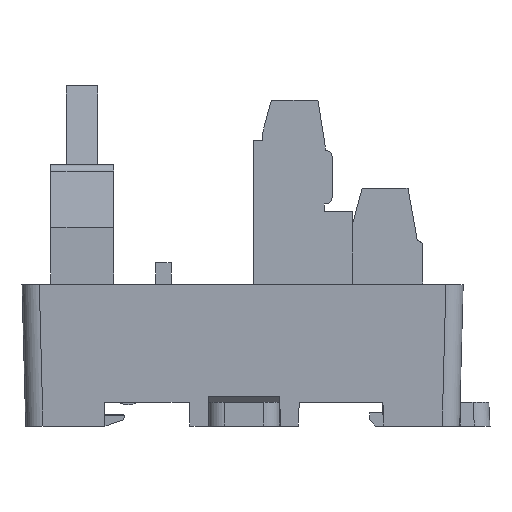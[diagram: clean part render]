
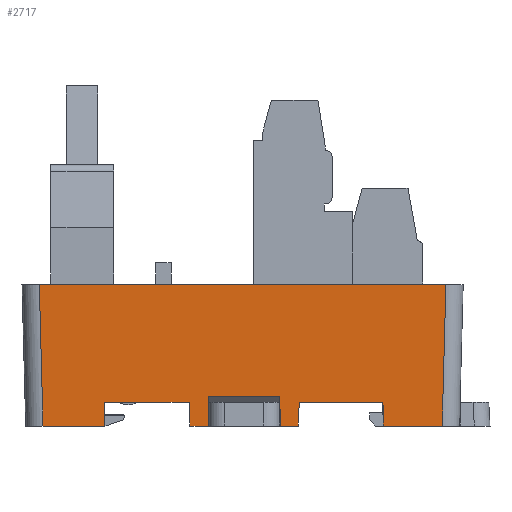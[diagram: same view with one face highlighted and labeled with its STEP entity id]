
A CAD part, left-side view. The second image highlights one B-rep face of the part: STEP entity #2717.
In plain terms, the highlighted planar face has unit normal (-1, 0, -0.026).
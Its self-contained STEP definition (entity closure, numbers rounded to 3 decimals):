
#1642=FACE_OUTER_BOUND('',#5258,.T.);
#2717=ADVANCED_FACE('',(#1642),#3850,.T.);
#3850=PLANE('',#22528);
#5258=EDGE_LOOP('',(#7280,#7281,#7282,#7283,#7284,#7285,#7286,#7287,#7288,
#7289,#7290,#7291,#7292,#7293,#7294,#7295));
#7280=ORIENTED_EDGE('',*,*,#15013,.T.);
#7281=ORIENTED_EDGE('',*,*,#15070,.T.);
#7282=ORIENTED_EDGE('',*,*,#15040,.T.);
#7283=ORIENTED_EDGE('',*,*,#15063,.F.);
#7284=ORIENTED_EDGE('',*,*,#14826,.T.);
#7285=ORIENTED_EDGE('',*,*,#15071,.F.);
#7286=ORIENTED_EDGE('',*,*,#15072,.F.);
#7287=ORIENTED_EDGE('',*,*,#15073,.T.);
#7288=ORIENTED_EDGE('',*,*,#15074,.F.);
#7289=ORIENTED_EDGE('',*,*,#15075,.T.);
#7290=ORIENTED_EDGE('',*,*,#15076,.F.);
#7291=ORIENTED_EDGE('',*,*,#15077,.T.);
#7292=ORIENTED_EDGE('',*,*,#14812,.T.);
#7293=ORIENTED_EDGE('',*,*,#15003,.T.);
#7294=ORIENTED_EDGE('',*,*,#14995,.T.);
#7295=ORIENTED_EDGE('',*,*,#15078,.T.);
#12835=VERTEX_POINT('',#29760);
#12836=VERTEX_POINT('',#29762);
#12849=VERTEX_POINT('',#29788);
#12850=VERTEX_POINT('',#29790);
#12981=VERTEX_POINT('',#30125);
#12982=VERTEX_POINT('',#30127);
#12992=VERTEX_POINT('',#30161);
#12993=VERTEX_POINT('',#30163);
#13011=VERTEX_POINT('',#30210);
#13012=VERTEX_POINT('',#30212);
#13024=VERTEX_POINT('',#30272);
#13025=VERTEX_POINT('',#30274);
#13026=VERTEX_POINT('',#30276);
#13027=VERTEX_POINT('',#30278);
#13028=VERTEX_POINT('',#30280);
#13029=VERTEX_POINT('',#30282);
#14812=EDGE_CURVE('',#12836,#12835,#17727,.T.);
#14826=EDGE_CURVE('',#12850,#12849,#17739,.T.);
#14995=EDGE_CURVE('',#12982,#12981,#17901,.T.);
#15003=EDGE_CURVE('',#12835,#12982,#17909,.T.);
#15013=EDGE_CURVE('',#12993,#12992,#17917,.T.);
#15040=EDGE_CURVE('',#13012,#13011,#17940,.T.);
#15063=EDGE_CURVE('',#12850,#13011,#17960,.T.);
#15070=EDGE_CURVE('',#12992,#13012,#17967,.T.);
#15071=EDGE_CURVE('',#13024,#12849,#17968,.T.);
#15072=EDGE_CURVE('',#13025,#13024,#17969,.T.);
#15073=EDGE_CURVE('',#13025,#13026,#17970,.T.);
#15074=EDGE_CURVE('',#13027,#13026,#17971,.T.);
#15075=EDGE_CURVE('',#13027,#13028,#17972,.T.);
#15076=EDGE_CURVE('',#13029,#13028,#17973,.T.);
#15077=EDGE_CURVE('',#13029,#12836,#17974,.T.);
#15078=EDGE_CURVE('',#12981,#12993,#17975,.T.);
#17727=LINE('',#29761,#20147);
#17739=LINE('',#29789,#20159);
#17901=LINE('',#30126,#20321);
#17909=LINE('',#30141,#20329);
#17917=LINE('',#30162,#20337);
#17940=LINE('',#30211,#20360);
#17960=LINE('',#30259,#20380);
#17967=LINE('',#30270,#20387);
#17968=LINE('',#30271,#20388);
#17969=LINE('',#30273,#20389);
#17970=LINE('',#30275,#20390);
#17971=LINE('',#30277,#20391);
#17972=LINE('',#30279,#20392);
#17973=LINE('',#30281,#20393);
#17974=LINE('',#30283,#20394);
#17975=LINE('',#30284,#20395);
#20147=VECTOR('',#24044,1.);
#20159=VECTOR('',#24060,1.);
#20321=VECTOR('',#24308,1.);
#20329=VECTOR('',#24320,1.);
#20337=VECTOR('',#24342,1.);
#20360=VECTOR('',#24379,1.);
#20380=VECTOR('',#24431,1.);
#20387=VECTOR('',#24446,1.);
#20388=VECTOR('',#24447,1.);
#20389=VECTOR('',#24448,1.);
#20390=VECTOR('',#24449,1.);
#20391=VECTOR('',#24450,1.);
#20392=VECTOR('',#24451,1.);
#20393=VECTOR('',#24452,1.);
#20394=VECTOR('',#24453,1.);
#20395=VECTOR('',#24454,1.);
#22528=AXIS2_PLACEMENT_3D('',#30285,#24455,#24456);
#24044=DIRECTION('',(0.,-1.,0.));
#24060=DIRECTION('',(0.,-1.,0.));
#24308=DIRECTION('',(0.,-1.,0.));
#24320=DIRECTION('',(0.026,-0.017,-1.));
#24342=DIRECTION('',(0.,1.,0.));
#24379=DIRECTION('',(0.,-1.,0.));
#24431=DIRECTION('',(0.026,0.017,-1.));
#24446=DIRECTION('',(0.026,-0.026,-0.999));
#24447=DIRECTION('',(-0.026,0.035,0.999));
#24448=DIRECTION('',(0.,1.,0.));
#24449=DIRECTION('',(-0.026,-0.009,1.));
#24450=DIRECTION('',(0.,1.,0.));
#24451=DIRECTION('',(0.026,-0.009,-1.));
#24452=DIRECTION('',(0.,1.,0.));
#24453=DIRECTION('',(-0.026,-0.035,0.999));
#24454=DIRECTION('',(-0.026,-0.026,0.999));
#24455=DIRECTION('',(-1.,0.,-0.026));
#24456=DIRECTION('',(0.026,0.,-1.));
#29760=CARTESIAN_POINT('',(-28.557,10.2,-15.));
#29761=CARTESIAN_POINT('',(-28.557,27.85,-15.));
#29762=CARTESIAN_POINT('',(-28.557,20.85,-15.));
#29788=CARTESIAN_POINT('',(-28.557,34.85,-15.));
#29789=CARTESIAN_POINT('',(-28.557,27.85,-15.));
#29790=CARTESIAN_POINT('',(-28.557,45.6,-15.));
#30125=CARTESIAN_POINT('',(-28.479,2.671,-18.));
#30126=CARTESIAN_POINT('',(-28.479,27.85,-18.));
#30127=CARTESIAN_POINT('',(-28.479,10.148,-18.));
#30141=CARTESIAN_POINT('',(-28.958,10.467,0.309));
#30161=CARTESIAN_POINT('',(-28.95,53.901,0.));
#30162=CARTESIAN_POINT('',(-28.95,28.35,0.));
#30163=CARTESIAN_POINT('',(-28.95,2.199,0.));
#30210=CARTESIAN_POINT('',(-28.479,45.652,-18.));
#30211=CARTESIAN_POINT('',(-28.479,28.35,-18.));
#30212=CARTESIAN_POINT('',(-28.479,53.429,-18.));
#30259=CARTESIAN_POINT('',(-28.526,45.621,-16.204));
#30270=CARTESIAN_POINT('',(-28.933,53.884,-0.66));
#30271=CARTESIAN_POINT('',(-28.526,34.808,-16.202));
#30272=CARTESIAN_POINT('',(-28.479,34.745,-18.));
#30273=CARTESIAN_POINT('',(-28.479,27.85,-18.));
#30274=CARTESIAN_POINT('',(-28.479,32.426,-18.));
#30275=CARTESIAN_POINT('',(-28.526,32.411,-16.204));
#30276=CARTESIAN_POINT('',(-28.576,32.394,-14.274));
#30277=CARTESIAN_POINT('',(-28.576,237.295,-14.274));
#30278=CARTESIAN_POINT('',(-28.576,23.306,-14.274));
#30279=CARTESIAN_POINT('',(-28.526,23.29,-16.204));
#30280=CARTESIAN_POINT('',(-28.479,23.274,-18.));
#30281=CARTESIAN_POINT('',(-28.479,27.85,-18.));
#30282=CARTESIAN_POINT('',(-28.479,20.955,-18.));
#30283=CARTESIAN_POINT('',(-28.943,20.336,-0.282));
#30284=CARTESIAN_POINT('',(-28.933,2.217,-0.66));
#30285=CARTESIAN_POINT('',(-28.95,28.35,-0.003));
